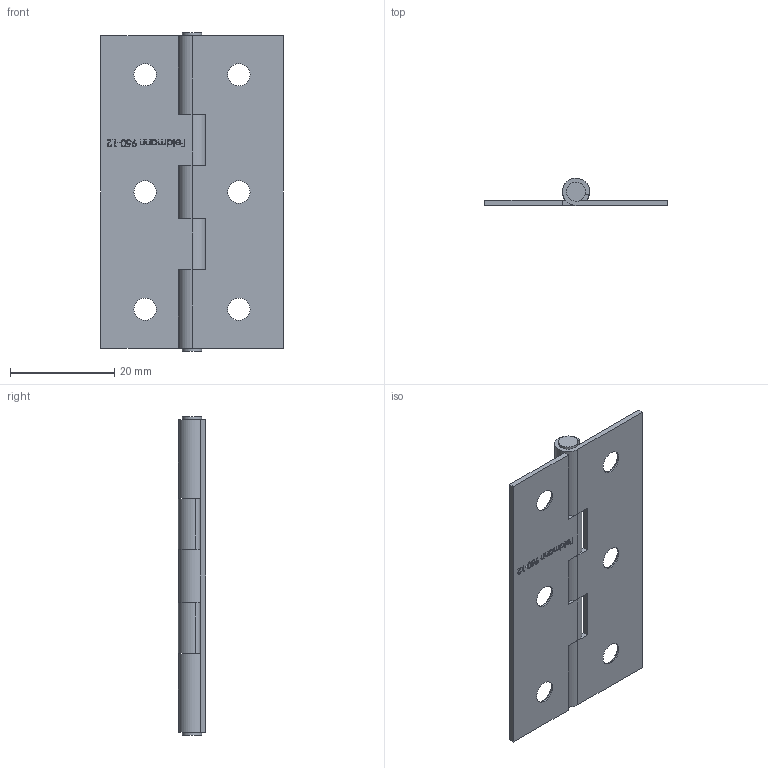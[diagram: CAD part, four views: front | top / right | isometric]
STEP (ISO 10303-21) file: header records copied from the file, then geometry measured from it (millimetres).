
FILE_DESCRIPTION (( 'STEP AP203' ), '1' );
FILE_NAME ('950-12.step', '2021-11-26T10:37:38', ( '' ), ( '' ), 'SwSTEP 2.0', 'SolidWorks 2018', '' );
FILE_SCHEMA (( 'CONFIG_CONTROL_DESIGN' ));
Length unit declared in the file: millimetre
Products named in the file (7): 950-12 Teil1; 950-12; 950-12 Teil2; 950-12 Teil3
Assembly tree (3 placements, depth 2):
  950-12 Teil1
  950-12
    950-12 Teil1
    950-12 Teil2
    950-12 Teil3
  950-12 Teil2
  950-12 Teil3
Bounding box: 35 x 5.19 x 61.1 mm (x, y, z)
Volume: 2945.6 mm3; surface area: 6084.4 mm2
Topology: 3 solids, 3 shells, 235 faces, 625 edges, 417 vertices
Faces by surface type: plane 130, bspline 80, cylinder 19, cone 6
Full cylindrical faces by diameter (mm): 3.2 x1, 3.7 x2, 4.3 x6
Entity records: 12077 total; most frequent: CARTESIAN_POINT 6175, ORIENTED_EDGE 1206, DIRECTION 811, EDGE_CURVE 603, VERTEX_POINT 410, VECTOR 399, LINE 399, EDGE_LOOP 283
